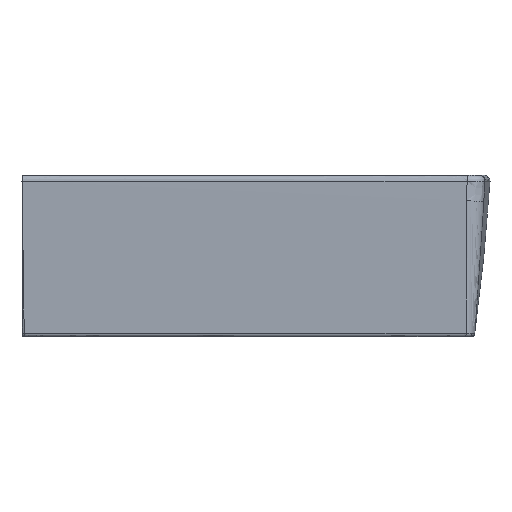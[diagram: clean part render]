
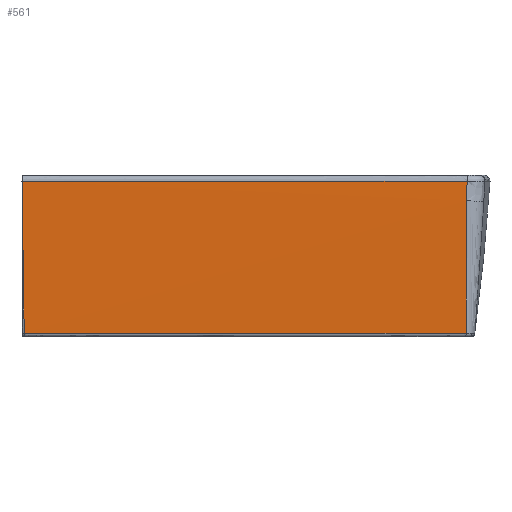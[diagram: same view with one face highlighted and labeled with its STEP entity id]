
A CAD part, left-side view. The second image highlights one B-rep face of the part: STEP entity #561.
In plain terms, the highlighted free-form (B-spline) face has degree [3, 1] with [5, 2] control points.
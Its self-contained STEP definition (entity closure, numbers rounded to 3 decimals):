
#561=ADVANCED_FACE('',(#1418),#986,.T.);
#986=B_SPLINE_SURFACE_WITH_KNOTS('',3,1,((#35424,#35425),(#35426,#35427),
(#35428,#35429),(#35430,#35431),(#35432,#35433)),.UNSPECIFIED.,.F.,.F.,
 .F.,(4,1,4),(2,2),(0.,0.99,1.),(0.,1.),.UNSPECIFIED.);
#1418=FACE_OUTER_BOUND('',#1879,.T.);
#1879=EDGE_LOOP('',(#4030,#4031,#4032,#4033,#4034,#4035));
#4030=ORIENTED_EDGE('',*,*,#6089,.T.);
#4031=ORIENTED_EDGE('',*,*,#6151,.F.);
#4032=ORIENTED_EDGE('',*,*,#6152,.F.);
#4033=ORIENTED_EDGE('',*,*,#6153,.F.);
#4034=ORIENTED_EDGE('',*,*,#6149,.T.);
#4035=ORIENTED_EDGE('',*,*,#6083,.T.);
#4951=VERTEX_POINT('',#33647);
#4955=VERTEX_POINT('',#33730);
#4959=VERTEX_POINT('',#33854);
#4997=VERTEX_POINT('',#35365);
#4998=VERTEX_POINT('',#35414);
#4999=VERTEX_POINT('',#35419);
#6083=EDGE_CURVE('',#4951,#4955,#7278,.T.);
#6089=EDGE_CURVE('',#4955,#4959,#7284,.T.);
#6149=EDGE_CURVE('',#4997,#4951,#7343,.T.);
#6151=EDGE_CURVE('',#4998,#4959,#7345,.T.);
#6152=EDGE_CURVE('',#4999,#4998,#7346,.T.);
#6153=EDGE_CURVE('',#4997,#4999,#7347,.T.);
#7278=B_SPLINE_CURVE_WITH_KNOTS('',3,(#33731,#33732,#33733,#33734),
 .UNSPECIFIED.,.F.,.F.,(4,4),(0.,1.),.UNSPECIFIED.);
#7284=B_SPLINE_CURVE_WITH_KNOTS('',3,(#33850,#33851,#33852,#33853),
 .UNSPECIFIED.,.F.,.F.,(4,4),(0.,1.),.UNSPECIFIED.);
#7343=B_SPLINE_CURVE_WITH_KNOTS('',1,(#35363,#35364),.UNSPECIFIED.,.F.,
 .F.,(2,2),(0.,1.),.UNSPECIFIED.);
#7345=B_SPLINE_CURVE_WITH_KNOTS('',3,(#35407,#35408,#35409,#35410,#35411,
#35412,#35413),.UNSPECIFIED.,.F.,.F.,(4,3,4),(0.,1.,1.),
 .UNSPECIFIED.);
#7346=B_SPLINE_CURVE_WITH_KNOTS('',3,(#35415,#35416,#35417,#35418),
 .UNSPECIFIED.,.F.,.F.,(4,4),(0.,1.),.UNSPECIFIED.);
#7347=B_SPLINE_CURVE_WITH_KNOTS('',3,(#35420,#35421,#35422,#35423),
 .UNSPECIFIED.,.F.,.F.,(4,4),(0.,1.),.UNSPECIFIED.);
#33647=CARTESIAN_POINT('',(-441.181,-300.,-215.214));
#33730=CARTESIAN_POINT('',(-446.645,-300.,-34.495));
#33731=CARTESIAN_POINT('',(-441.18,-300.,-215.231));
#33732=CARTESIAN_POINT('',(-443.971,-299.998,-155.013));
#33733=CARTESIAN_POINT('',(-445.792,-299.998,-94.768));
#33734=CARTESIAN_POINT('',(-446.645,-300.,-34.495));
#33850=CARTESIAN_POINT('',(-446.645,-300.,-34.495));
#33851=CARTESIAN_POINT('',(-446.771,-300.452,-25.689));
#33852=CARTESIAN_POINT('',(-446.876,-300.904,-16.883));
#33853=CARTESIAN_POINT('',(-446.961,-301.355,-8.076));
#33854=CARTESIAN_POINT('',(-446.961,-301.355,-8.076));
#35363=CARTESIAN_POINT('',(-439.223,302.97,-215.231));
#35364=CARTESIAN_POINT('',(-441.18,-300.,-215.231));
#35365=CARTESIAN_POINT('',(-439.223,302.97,-215.231));
#35407=CARTESIAN_POINT('',(-444.991,305.631,-8.076));
#35408=CARTESIAN_POINT('',(-445.648,103.302,-8.076));
#35409=CARTESIAN_POINT('',(-446.305,-99.026,-8.076));
#35410=CARTESIAN_POINT('',(-446.961,-301.355,-8.076));
#35411=CARTESIAN_POINT('',(-446.961,-301.355,-8.076));
#35412=CARTESIAN_POINT('',(-446.961,-301.355,-8.076));
#35413=CARTESIAN_POINT('',(-446.961,-301.355,-8.076));
#35414=CARTESIAN_POINT('',(-444.991,305.631,-8.076));
#35415=CARTESIAN_POINT('',(-444.99,305.999,-8.076));
#35416=CARTESIAN_POINT('',(-444.99,305.876,-8.076));
#35417=CARTESIAN_POINT('',(-444.991,305.754,-8.076));
#35418=CARTESIAN_POINT('',(-444.991,305.631,-8.076));
#35419=CARTESIAN_POINT('',(-444.99,305.999,-8.076));
#35420=CARTESIAN_POINT('',(-439.223,302.97,-215.23));
#35421=CARTESIAN_POINT('',(-442.421,302.984,-146.215));
#35422=CARTESIAN_POINT('',(-444.342,304.494,-77.163));
#35423=CARTESIAN_POINT('',(-444.99,305.999,-8.075));
#35424=CARTESIAN_POINT('',(-444.99,309.643,-6.771));
#35425=CARTESIAN_POINT('',(-446.985,-305.,-6.771));
#35426=CARTESIAN_POINT('',(-444.322,309.642,-79.3));
#35427=CARTESIAN_POINT('',(-446.316,-305.001,-79.3));
#35428=CARTESIAN_POINT('',(-442.229,309.638,-152.55));
#35429=CARTESIAN_POINT('',(-444.224,-305.005,-152.55));
#35430=CARTESIAN_POINT('',(-438.704,309.633,-225.76));
#35431=CARTESIAN_POINT('',(-440.699,-305.011,-225.76));
#35432=CARTESIAN_POINT('',(-438.667,309.632,-226.522));
#35433=CARTESIAN_POINT('',(-440.662,-305.011,-226.522));
